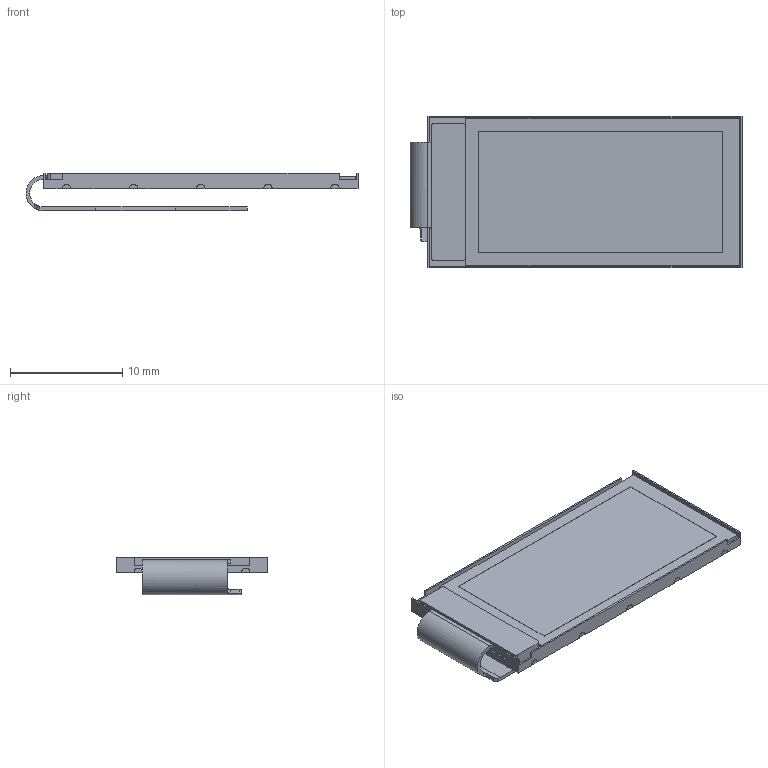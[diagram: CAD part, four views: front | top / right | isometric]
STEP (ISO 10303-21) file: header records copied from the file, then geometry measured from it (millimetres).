
FILE_DESCRIPTION(/* description */ ('Unknown'),/* implementation_level */ '2;1');
FILE_NAME(/* name */ '0.96 - IPS LCD - No Glass -8Pin - Reverse Mount',/* time_stamp */ '2019-10-07T14:59:15-04:00',/* author */ ('John Loeffler'),/* organization */ ('Unknown'),/* preprocessor_version */ 'ST-DEVELOPER v16.7',/* originating_system */ 'DEX',/* authorisation */ $);
FILE_SCHEMA (('AUTOMOTIVE_DESIGN {1 0 10303 214 3 1 1}'));
Length unit declared in the file: millimetre
Products named in the file (1): 0.96 - IPS LCD - No Glass -8Pin - Reverse Mount
Bounding box: 29.52 x 13.49 x 3.34 mm (x, y, z)
Volume: 463.3 mm3; surface area: 1380.5 mm2
Topology: 1 solids, 20 shells, 537 faces, 1319 edges, 866 vertices
Faces by surface type: plane 376, cylinder 81, bspline 80
Full cylindrical faces by diameter (mm): 0.762 x4
Entity records: 22234 total; most frequent: CARTESIAN_POINT 6928, ORIENTED_EDGE 2594, DIRECTION 1866, EDGE_CURVE 1297, VERTEX_POINT 866, LINE 638, VECTOR 638, EDGE_LOOP 615
